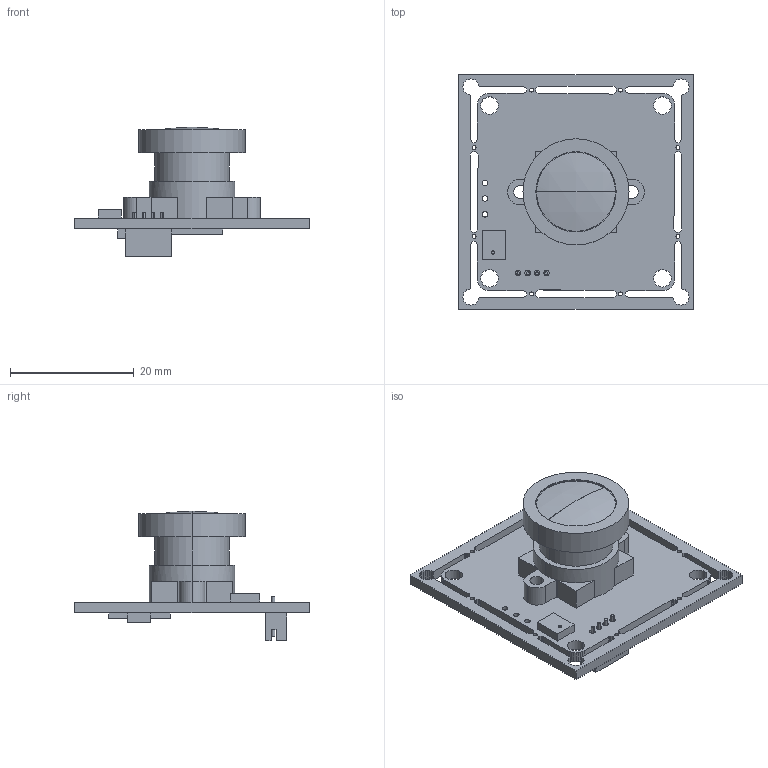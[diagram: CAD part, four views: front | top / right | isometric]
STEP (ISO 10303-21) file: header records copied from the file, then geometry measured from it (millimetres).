
FILE_DESCRIPTION (( 'STEP AP214' ), '1' );
FILE_NAME ('B0433.STEP', '2023-06-08T03:11:16', ( '' ), ( '' ), 'SwSTEP 2.0', 'SolidWorks 2021', '' );
FILE_SCHEMA (( 'AUTOMOTIVE_DESIGN' ));
Length unit declared in the file: millimetre
Products named in the file (1): B0433
Bounding box: 38 x 38 x 20.94 mm (x, y, z)
Volume: 4813.1 mm3; surface area: 5270 mm2
Topology: 6 solids, 6 shells, 435 faces, 1229 edges, 820 vertices
Faces by surface type: plane 356, cylinder 75, sphere 4
Entity records: 18222 total; most frequent: CARTESIAN_POINT 2485, ORIENTED_EDGE 2458, DIRECTION 2271, EDGE_CURVE 1229, LINE 1059, VECTOR 1059, VERTEX_POINT 820, AXIS2_PLACEMENT_3D 606
